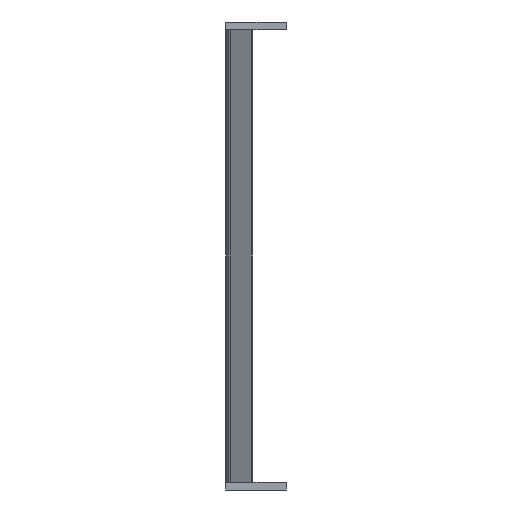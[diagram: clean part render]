
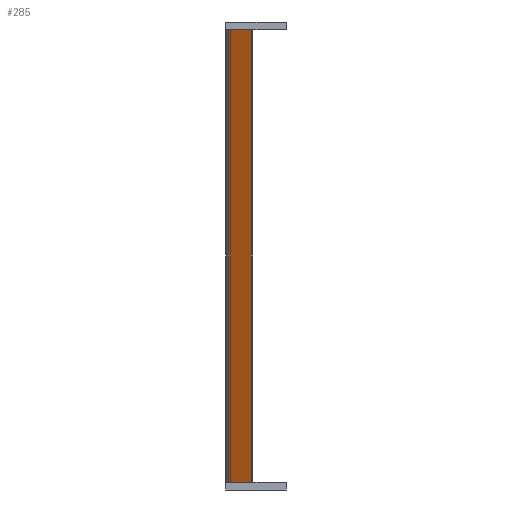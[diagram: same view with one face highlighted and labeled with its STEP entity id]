
A CAD part, left-side view. The second image highlights one B-rep face of the part: STEP entity #285.
In plain terms, the highlighted planar face has unit normal (-0.866, 0.5, 0).
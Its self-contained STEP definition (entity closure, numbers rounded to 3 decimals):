
#16 = ORIENTED_EDGE ( 'NONE', *, *, #506, .T. ) ;
#24 = CARTESIAN_POINT ( 'NONE',  ( -18.762, -1., 0. ) ) ;
#42 = PLANE ( 'NONE',  #603 ) ;
#57 = VECTOR ( 'NONE', #94, 1000. ) ;
#94 = DIRECTION ( 'NONE',  ( 0.5, 0.866, 0. ) ) ;
#109 = DIRECTION ( 'NONE',  ( 0.5, 0.866, 0. ) ) ;
#111 = EDGE_CURVE ( 'NONE', #769, #160, #446, .T. ) ;
#133 = EDGE_CURVE ( 'NONE', #458, #160, #850, .T. ) ;
#160 = VERTEX_POINT ( 'NONE', #454 ) ;
#182 = DIRECTION ( 'NONE',  ( 0.866, -0.5, 0. ) ) ;
#200 = CARTESIAN_POINT ( 'NONE',  ( -28., -17., 0. ) ) ;
#259 = VECTOR ( 'NONE', #876, 1000. ) ;
#285 = ADVANCED_FACE ( 'NONE', ( #515 ), #42, .F. ) ;
#322 = ORIENTED_EDGE ( 'NONE', *, *, #133, .T. ) ;
#356 = CARTESIAN_POINT ( 'NONE',  ( -18.762, -1., -300. ) ) ;
#444 = CARTESIAN_POINT ( 'NONE',  ( -19.34, -2., -300. ) ) ;
#446 = LINE ( 'NONE', #444, #259 ) ;
#454 = CARTESIAN_POINT ( 'NONE',  ( -19.34, -2., 0. ) ) ;
#456 = ORIENTED_EDGE ( 'NONE', *, *, #111, .F. ) ;
#458 = VERTEX_POINT ( 'NONE', #200 ) ;
#506 = EDGE_CURVE ( 'NONE', #550, #458, #828, .T. ) ;
#512 = CARTESIAN_POINT ( 'NONE',  ( -19.34, -2., -300. ) ) ;
#515 = FACE_OUTER_BOUND ( 'NONE', #541, .T. ) ;
#523 = EDGE_CURVE ( 'NONE', #550, #769, #600, .T. ) ;
#541 = EDGE_LOOP ( 'NONE', ( #322, #456, #808, #16 ) ) ;
#550 = VERTEX_POINT ( 'NONE', #640 ) ;
#564 = DIRECTION ( 'NONE',  ( 0., 0., 1. ) ) ;
#600 = LINE ( 'NONE', #356, #57 ) ;
#603 = AXIS2_PLACEMENT_3D ( 'NONE', #738, #182, #666 ) ;
#637 = CARTESIAN_POINT ( 'NONE',  ( -28., -17., -300. ) ) ;
#640 = CARTESIAN_POINT ( 'NONE',  ( -28., -17., -300. ) ) ;
#666 = DIRECTION ( 'NONE',  ( 0.5, 0.866, 0. ) ) ;
#738 = CARTESIAN_POINT ( 'NONE',  ( -18.762, -1., -300. ) ) ;
#769 = VERTEX_POINT ( 'NONE', #512 ) ;
#803 = VECTOR ( 'NONE', #109, 1000. ) ;
#808 = ORIENTED_EDGE ( 'NONE', *, *, #523, .F. ) ;
#828 = LINE ( 'NONE', #637, #849 ) ;
#849 = VECTOR ( 'NONE', #564, 1000. ) ;
#850 = LINE ( 'NONE', #24, #803 ) ;
#876 = DIRECTION ( 'NONE',  ( 0., 0., 1. ) ) ;
